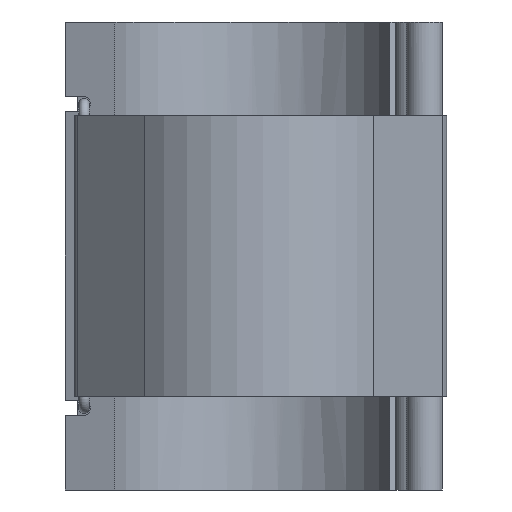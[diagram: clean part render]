
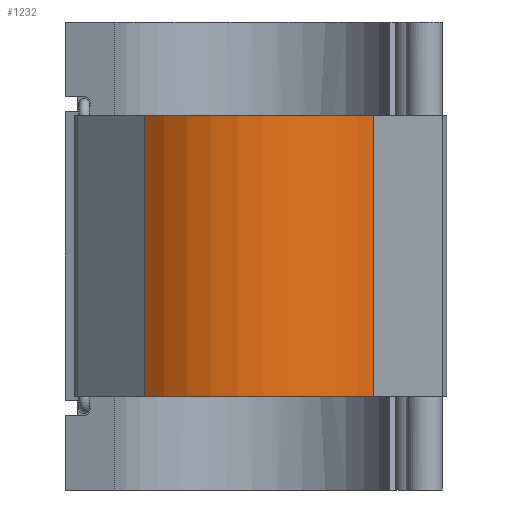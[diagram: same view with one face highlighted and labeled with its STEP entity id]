
A CAD part, front view. The second image highlights one B-rep face of the part: STEP entity #1232.
In plain terms, the highlighted cylindrical face has radius 56.65 mm (diameter 113.3 mm), a partial arc.
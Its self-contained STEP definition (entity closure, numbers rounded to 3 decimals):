
#39=CYLINDRICAL_SURFACE('',#1346,56.65);
#101=CIRCLE('',#1281,56.65);
#109=CIRCLE('',#1290,56.65);
#195=FACE_OUTER_BOUND('',#283,.T.);
#283=EDGE_LOOP('',(#1028,#1029,#1030,#1031));
#439=LINE('',#2030,#534);
#440=LINE('',#2032,#535);
#534=VECTOR('',#1642,105.6);
#535=VECTOR('',#1645,105.6);
#553=VERTEX_POINT('',#1812);
#554=VERTEX_POINT('',#1814);
#568=VERTEX_POINT('',#1844);
#569=VERTEX_POINT('',#1846);
#670=EDGE_CURVE('',#553,#554,#101,.T.);
#686=EDGE_CURVE('',#568,#569,#109,.T.);
#779=EDGE_CURVE('',#553,#569,#439,.T.);
#780=EDGE_CURVE('',#554,#568,#440,.T.);
#1028=ORIENTED_EDGE('',*,*,#779,.T.);
#1029=ORIENTED_EDGE('',*,*,#686,.F.);
#1030=ORIENTED_EDGE('',*,*,#780,.F.);
#1031=ORIENTED_EDGE('',*,*,#670,.F.);
#1232=ADVANCED_FACE('',(#195),#39,.T.);
#1281=AXIS2_PLACEMENT_3D('',#1815,#1435,#1436);
#1290=AXIS2_PLACEMENT_3D('',#1847,#1461,#1462);
#1346=AXIS2_PLACEMENT_3D('',#2031,#1643,#1644);
#1435=DIRECTION('center_axis',(0.,0.,-1.));
#1436=DIRECTION('ref_axis',(0.995,0.102,0.));
#1461=DIRECTION('center_axis',(0.,0.,1.));
#1462=DIRECTION('ref_axis',(0.995,0.102,0.));
#1642=DIRECTION('',(0.,0.,1.));
#1643=DIRECTION('center_axis',(0.,0.,1.));
#1644=DIRECTION('ref_axis',(0.995,0.102,0.));
#1645=DIRECTION('',(0.,0.,1.));
#1812=CARTESIAN_POINT('',(45.71,-33.464,-52.8));
#1814=CARTESIAN_POINT('',(-40.568,-39.541,-52.8));
#1815=CARTESIAN_POINT('Origin',(0.,0.,-52.8));
#1844=CARTESIAN_POINT('',(-40.568,-39.541,52.8));
#1846=CARTESIAN_POINT('',(45.71,-33.464,52.8));
#1847=CARTESIAN_POINT('Origin',(0.,0.,52.8));
#2030=CARTESIAN_POINT('',(45.71,-33.464,0.));
#2031=CARTESIAN_POINT('Origin',(0.,0.,0.));
#2032=CARTESIAN_POINT('',(-40.568,-39.541,0.));
